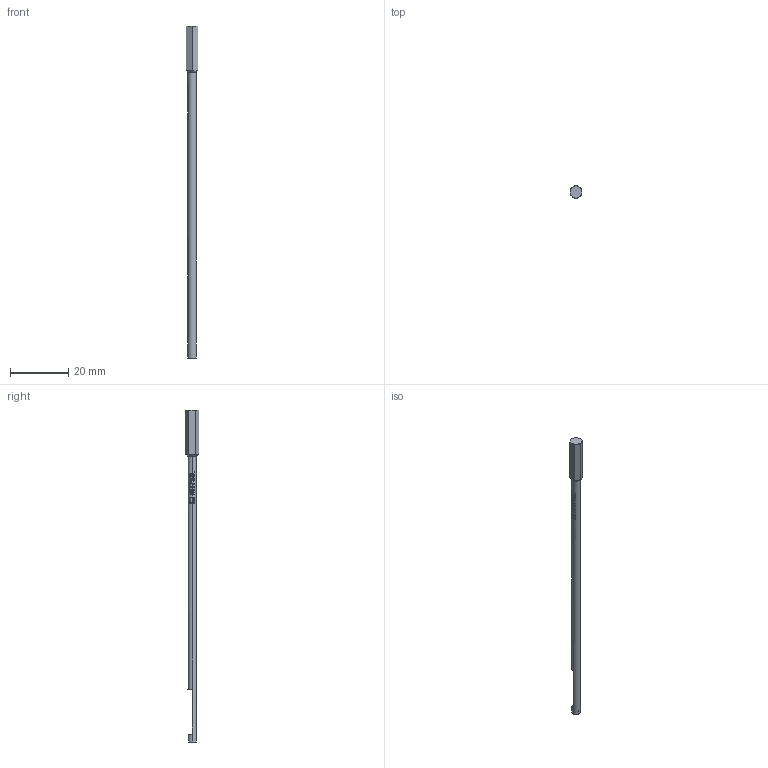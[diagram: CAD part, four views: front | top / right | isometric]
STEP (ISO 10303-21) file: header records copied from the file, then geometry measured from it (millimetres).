
FILE_DESCRIPTION (( 'STEP AP214' ), '1' );
FILE_NAME ('MOD-1028519-BIT732L.STEP', '2023-01-23T12:02:28', ( '' ), ( '' ), 'SwSTEP 2.0', 'SolidWorks 2020', '' );
FILE_SCHEMA (( 'AUTOMOTIVE_DESIGN' ));
Length unit declared in the file: millimetre
Products named in the file (1): MOD-1028519-BIT732L
Bounding box: 4 x 4.62 x 114 mm (x, y, z)
Volume: 737.5 mm3; surface area: 1114.4 mm2
Topology: 1 solids, 1 shells, 165 faces, 462 edges, 302 vertices
Faces by surface type: plane 96, bspline 40, cylinder 27, cone 2
Entity records: 8469 total; most frequent: CARTESIAN_POINT 4531, ORIENTED_EDGE 924, DIRECTION 656, EDGE_CURVE 462, VERTEX_POINT 302, AXIS2_PLACEMENT_3D 222, VECTOR 212, LINE 212
